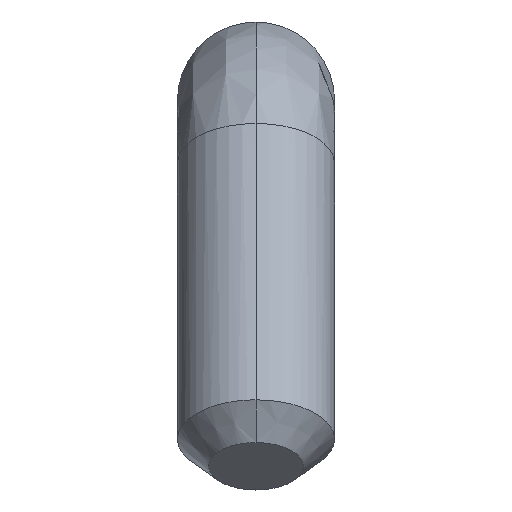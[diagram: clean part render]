
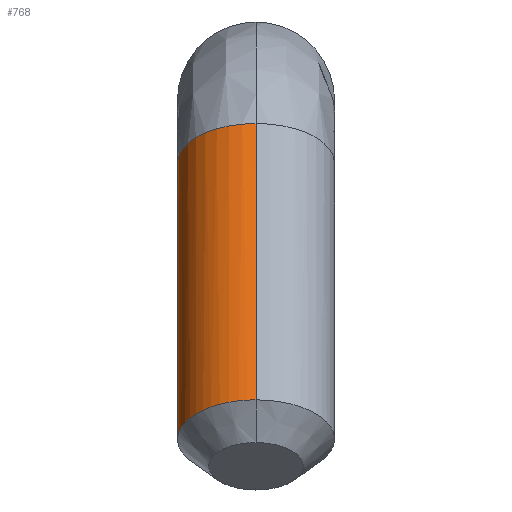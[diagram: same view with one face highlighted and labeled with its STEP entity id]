
A CAD part, top view. The second image highlights one B-rep face of the part: STEP entity #768.
In plain terms, the highlighted cylindrical face has radius 2.489 mm (diameter 4.978 mm), a partial arc.
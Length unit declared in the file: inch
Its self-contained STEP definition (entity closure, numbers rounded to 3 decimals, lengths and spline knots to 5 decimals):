
#46 = ORIENTED_EDGE ( 'NONE', *, *, #515, .T. ) ;
#116 = CARTESIAN_POINT ( 'NONE',  ( 0., -0.47212, 2.96099 ) ) ;
#124 = CARTESIAN_POINT ( 'NONE',  ( -0.06023, -0.4623, 2.97799 ) ) ;
#129 = CARTESIAN_POINT ( 'NONE',  ( -0.07837, -0.393, 3.09802 ) ) ;
#139 = CARTESIAN_POINT ( 'NONE',  ( 0., -0.12701, 2.76174 ) ) ;
#156 = VERTEX_POINT ( 'NONE', #226 ) ;
#160 = CYLINDRICAL_SURFACE ( 'NONE', #635, 0.098 ) ;
#161 = VECTOR ( 'NONE', #174, 39.37008 ) ;
#174 = DIRECTION ( 'NONE',  ( 0., -0.866, 0.5 ) ) ;
#189 = EDGE_CURVE ( 'NONE', #156, #753, #726, .T. ) ;
#207 = CARTESIAN_POINT ( 'NONE',  ( 0., -0.02901, 2.93148 ) ) ;
#218 = ORIENTED_EDGE ( 'NONE', *, *, #1013, .F. ) ;
#221 = DIRECTION ( 'NONE',  ( 0., 0.866, -0.5 ) ) ;
#226 = CARTESIAN_POINT ( 'NONE',  ( 0., -0.37412, 3.13073 ) ) ;
#239 = VECTOR ( 'NONE', #221, 39.37008 ) ;
#270 = AXIS2_PLACEMENT_3D ( 'NONE', #978, #539, #816 ) ;
#376 = CARTESIAN_POINT ( 'NONE',  ( -0.02565, -0.47084, 2.9632 ) ) ;
#384 = CARTESIAN_POINT ( 'NONE',  ( -0.06023, -0.38393, 3.11373 ) ) ;
#407 = CIRCLE ( 'NONE', #270, 0.098 ) ;
#426 = CARTESIAN_POINT ( 'NONE',  ( 0., -0.02901, 2.93148 ) ) ;
#461 = CARTESIAN_POINT ( 'NONE',  ( -0.08563, -0.44779, 3.00312 ) ) ;
#488 = DIRECTION ( 'NONE',  ( 0., -0.866, 0.5 ) ) ;
#507 = ORIENTED_EDGE ( 'NONE', *, *, #664, .T. ) ;
#515 = EDGE_CURVE ( 'NONE', #901, #686, #594, .T. ) ;
#539 = DIRECTION ( 'NONE',  ( 0., 0.866, -0.5 ) ) ;
#546 = CARTESIAN_POINT ( 'NONE',  ( -0.07837, -0.45323, 2.9937 ) ) ;
#558 = CARTESIAN_POINT ( 'NONE',  ( -0.098, -0.4167, 3.05697 ) ) ;
#565 = CARTESIAN_POINT ( 'NONE',  ( -0.09545, -0.43594, 3.02365 ) ) ;
#594 = LINE ( 'NONE', #858, #161 ) ;
#615 = EDGE_LOOP ( 'NONE', ( #46, #507, #986, #218 ) ) ;
#628 = CARTESIAN_POINT ( 'NONE',  ( -0.04935, -0.3803, 3.12002 ) ) ;
#635 = AXIS2_PLACEMENT_3D ( 'NONE', #663, #488, #766 ) ;
#646 = CARTESIAN_POINT ( 'NONE',  ( -0.01283, -0.37412, 3.13073 ) ) ;
#663 = CARTESIAN_POINT ( 'NONE',  ( 0., -0.07801, 2.84661 ) ) ;
#664 = EDGE_CURVE ( 'NONE', #686, #156, #939, .T. ) ;
#686 = VERTEX_POINT ( 'NONE', #897 ) ;
#711 = CARTESIAN_POINT ( 'NONE',  ( -0.08563, -0.39844, 3.0886 ) ) ;
#723 = CARTESIAN_POINT ( 'NONE',  ( 0., -0.37412, 3.13073 ) ) ;
#726 = LINE ( 'NONE', #207, #239 ) ;
#753 = VERTEX_POINT ( 'NONE', #426 ) ;
#766 = DIRECTION ( 'NONE',  ( 0., -0.5, -0.866 ) ) ;
#768 = ADVANCED_FACE ( 'NONE', ( #922 ), #160, .T. ) ;
#801 = CARTESIAN_POINT ( 'NONE',  ( -0.098, -0.42953, 3.03475 ) ) ;
#816 = DIRECTION ( 'NONE',  ( 0., 0.5, 0.866 ) ) ;
#858 = CARTESIAN_POINT ( 'NONE',  ( 0., -0.12701, 2.76174 ) ) ;
#897 = CARTESIAN_POINT ( 'NONE',  ( 0., -0.47212, 2.96099 ) ) ;
#901 = VERTEX_POINT ( 'NONE', #139 ) ;
#903 = CARTESIAN_POINT ( 'NONE',  ( -0.01283, -0.47212, 2.96099 ) ) ;
#910 = CARTESIAN_POINT ( 'NONE',  ( -0.09545, -0.41029, 3.06807 ) ) ;
#917 = CARTESIAN_POINT ( 'NONE',  ( -0.02565, -0.37539, 3.12852 ) ) ;
#922 = FACE_OUTER_BOUND ( 'NONE', #615, .T. ) ;
#939 = B_SPLINE_CURVE_WITH_KNOTS ( 'NONE', 3,
 ( #116, #903, #376, #1000, #124, #546, #461, #565, #801, #558, #910, #711, #129, #384, #628, #917, #646, #723 ),
 .UNSPECIFIED., .F., .F.,
 ( 4, 2, 2, 2, 2, 2, 2, 2, 4 ),
 ( 0., 0.125, 0.25, 0.375, 0.5, 0.625, 0.75, 0.875, 1. ),
 .UNSPECIFIED. ) ;
#978 = CARTESIAN_POINT ( 'NONE',  ( 0., -0.07801, 2.84661 ) ) ;
#986 = ORIENTED_EDGE ( 'NONE', *, *, #189, .T. ) ;
#1000 = CARTESIAN_POINT ( 'NONE',  ( -0.04935, -0.46593, 2.9717 ) ) ;
#1013 = EDGE_CURVE ( 'NONE', #901, #753, #407, .T. ) ;
